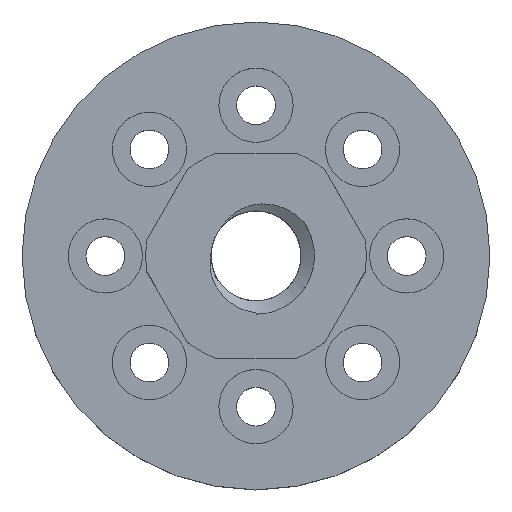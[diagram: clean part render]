
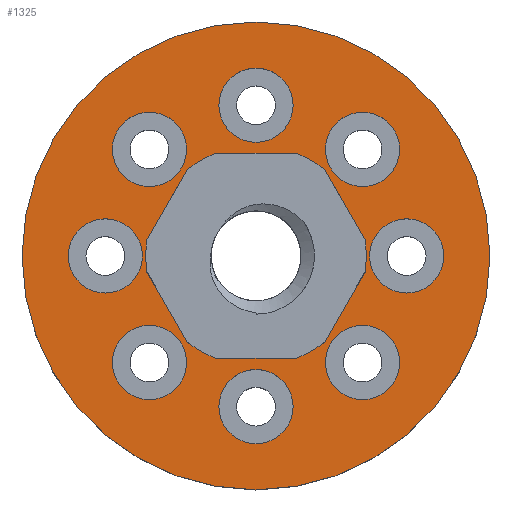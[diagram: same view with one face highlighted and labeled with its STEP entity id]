
A CAD part, top view. The second image highlights one B-rep face of the part: STEP entity #1325.
In plain terms, the highlighted planar face has unit normal (0, 0, 1).
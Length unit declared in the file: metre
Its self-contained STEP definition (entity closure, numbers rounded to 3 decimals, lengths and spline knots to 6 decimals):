
#34=LINE('',#2416,#58);
#35=LINE('',#2420,#59);
#36=LINE('',#2424,#60);
#37=LINE('',#2428,#61);
#38=LINE('',#2432,#62);
#39=LINE('',#2436,#63);
#58=VECTOR('',#1617,1.);
#59=VECTOR('',#1620,1.);
#60=VECTOR('',#1623,1.);
#61=VECTOR('',#1626,1.);
#62=VECTOR('',#1629,1.);
#63=VECTOR('',#1632,1.);
#77=PLANE('',#1434);
#338=ORIENTED_EDGE('',*,*,#708,.F.);
#339=ORIENTED_EDGE('',*,*,#709,.T.);
#340=ORIENTED_EDGE('',*,*,#710,.T.);
#341=ORIENTED_EDGE('',*,*,#711,.T.);
#342=ORIENTED_EDGE('',*,*,#712,.T.);
#343=ORIENTED_EDGE('',*,*,#713,.T.);
#344=ORIENTED_EDGE('',*,*,#714,.T.);
#345=ORIENTED_EDGE('',*,*,#715,.T.);
#346=ORIENTED_EDGE('',*,*,#716,.T.);
#347=ORIENTED_EDGE('',*,*,#717,.F.);
#348=ORIENTED_EDGE('',*,*,#718,.T.);
#349=ORIENTED_EDGE('',*,*,#719,.F.);
#350=ORIENTED_EDGE('',*,*,#720,.T.);
#351=ORIENTED_EDGE('',*,*,#721,.F.);
#352=ORIENTED_EDGE('',*,*,#722,.T.);
#353=ORIENTED_EDGE('',*,*,#723,.F.);
#354=ORIENTED_EDGE('',*,*,#724,.T.);
#355=ORIENTED_EDGE('',*,*,#725,.F.);
#356=ORIENTED_EDGE('',*,*,#726,.T.);
#357=ORIENTED_EDGE('',*,*,#727,.F.);
#358=ORIENTED_EDGE('',*,*,#728,.T.);
#708=EDGE_CURVE('',#884,#884,#948,.T.);
#709=EDGE_CURVE('',#885,#885,#949,.T.);
#710=EDGE_CURVE('',#886,#886,#950,.T.);
#711=EDGE_CURVE('',#887,#887,#951,.T.);
#712=EDGE_CURVE('',#888,#888,#952,.T.);
#713=EDGE_CURVE('',#889,#889,#953,.T.);
#714=EDGE_CURVE('',#890,#890,#954,.T.);
#715=EDGE_CURVE('',#891,#891,#955,.T.);
#716=EDGE_CURVE('',#892,#892,#956,.T.);
#717=EDGE_CURVE('',#893,#894,#957,.T.);
#718=EDGE_CURVE('',#893,#895,#34,.T.);
#719=EDGE_CURVE('',#896,#895,#958,.T.);
#720=EDGE_CURVE('',#896,#897,#35,.T.);
#721=EDGE_CURVE('',#898,#897,#959,.T.);
#722=EDGE_CURVE('',#898,#899,#36,.T.);
#723=EDGE_CURVE('',#900,#899,#960,.T.);
#724=EDGE_CURVE('',#900,#901,#37,.T.);
#725=EDGE_CURVE('',#902,#901,#961,.T.);
#726=EDGE_CURVE('',#902,#903,#38,.T.);
#727=EDGE_CURVE('',#904,#903,#962,.T.);
#728=EDGE_CURVE('',#904,#894,#39,.T.);
#884=VERTEX_POINT('',#2396);
#885=VERTEX_POINT('',#2398);
#886=VERTEX_POINT('',#2400);
#887=VERTEX_POINT('',#2402);
#888=VERTEX_POINT('',#2404);
#889=VERTEX_POINT('',#2406);
#890=VERTEX_POINT('',#2408);
#891=VERTEX_POINT('',#2410);
#892=VERTEX_POINT('',#2412);
#893=VERTEX_POINT('',#2414);
#894=VERTEX_POINT('',#2415);
#895=VERTEX_POINT('',#2417);
#896=VERTEX_POINT('',#2419);
#897=VERTEX_POINT('',#2421);
#898=VERTEX_POINT('',#2423);
#899=VERTEX_POINT('',#2425);
#900=VERTEX_POINT('',#2427);
#901=VERTEX_POINT('',#2429);
#902=VERTEX_POINT('',#2431);
#903=VERTEX_POINT('',#2433);
#904=VERTEX_POINT('',#2435);
#948=CIRCLE('',#1435,0.026);
#949=CIRCLE('',#1436,0.004125);
#950=CIRCLE('',#1437,0.004125);
#951=CIRCLE('',#1438,0.004125);
#952=CIRCLE('',#1439,0.004125);
#953=CIRCLE('',#1440,0.004125);
#954=CIRCLE('',#1441,0.004125);
#955=CIRCLE('',#1442,0.004125);
#956=CIRCLE('',#1443,0.004125);
#957=CIRCLE('',#1444,0.01225);
#958=CIRCLE('',#1445,0.01225);
#959=CIRCLE('',#1446,0.01225);
#960=CIRCLE('',#1447,0.01225);
#961=CIRCLE('',#1448,0.01225);
#962=CIRCLE('',#1449,0.01225);
#1013=EDGE_LOOP('',(#338));
#1014=EDGE_LOOP('',(#339));
#1015=EDGE_LOOP('',(#340));
#1016=EDGE_LOOP('',(#341));
#1017=EDGE_LOOP('',(#342));
#1018=EDGE_LOOP('',(#343));
#1019=EDGE_LOOP('',(#344));
#1020=EDGE_LOOP('',(#345));
#1021=EDGE_LOOP('',(#346));
#1022=EDGE_LOOP('',(#347,#348,#349,#350,#351,#352,#353,#354,#355,#356,#357,
#358));
#1150=FACE_BOUND('',#1013,.T.);
#1151=FACE_BOUND('',#1014,.T.);
#1152=FACE_BOUND('',#1015,.T.);
#1153=FACE_BOUND('',#1016,.T.);
#1154=FACE_BOUND('',#1017,.T.);
#1155=FACE_BOUND('',#1018,.T.);
#1156=FACE_BOUND('',#1019,.T.);
#1157=FACE_BOUND('',#1020,.T.);
#1158=FACE_BOUND('',#1021,.T.);
#1159=FACE_BOUND('',#1022,.T.);
#1325=ADVANCED_FACE('',(#1150,#1151,#1152,#1153,#1154,#1155,#1156,#1157,
#1158,#1159),#77,.F.);
#1434=AXIS2_PLACEMENT_3D('',#2394,#1595,#1596);
#1435=AXIS2_PLACEMENT_3D('',#2395,#1597,#1598);
#1436=AXIS2_PLACEMENT_3D('',#2397,#1599,#1600);
#1437=AXIS2_PLACEMENT_3D('',#2399,#1601,#1602);
#1438=AXIS2_PLACEMENT_3D('',#2401,#1603,#1604);
#1439=AXIS2_PLACEMENT_3D('',#2403,#1605,#1606);
#1440=AXIS2_PLACEMENT_3D('',#2405,#1607,#1608);
#1441=AXIS2_PLACEMENT_3D('',#2407,#1609,#1610);
#1442=AXIS2_PLACEMENT_3D('',#2409,#1611,#1612);
#1443=AXIS2_PLACEMENT_3D('',#2411,#1613,#1614);
#1444=AXIS2_PLACEMENT_3D('',#2413,#1615,#1616);
#1445=AXIS2_PLACEMENT_3D('',#2418,#1618,#1619);
#1446=AXIS2_PLACEMENT_3D('',#2422,#1621,#1622);
#1447=AXIS2_PLACEMENT_3D('',#2426,#1624,#1625);
#1448=AXIS2_PLACEMENT_3D('',#2430,#1627,#1628);
#1449=AXIS2_PLACEMENT_3D('',#2434,#1630,#1631);
#1595=DIRECTION('',(0.,0.,-1.));
#1596=DIRECTION('',(1.,0.,0.));
#1597=DIRECTION('',(0.,0.,-1.));
#1598=DIRECTION('',(-1.,0.,0.));
#1599=DIRECTION('',(0.,0.,-1.));
#1600=DIRECTION('',(-1.,0.,0.));
#1601=DIRECTION('',(0.,0.,-1.));
#1602=DIRECTION('',(-1.,0.,0.));
#1603=DIRECTION('',(0.,0.,-1.));
#1604=DIRECTION('',(-1.,0.,0.));
#1605=DIRECTION('',(0.,0.,-1.));
#1606=DIRECTION('',(-1.,0.,0.));
#1607=DIRECTION('',(0.,0.,-1.));
#1608=DIRECTION('',(-1.,0.,0.));
#1609=DIRECTION('',(0.,0.,-1.));
#1610=DIRECTION('',(-1.,0.,0.));
#1611=DIRECTION('',(0.,0.,-1.));
#1612=DIRECTION('',(-1.,0.,0.));
#1613=DIRECTION('',(0.,0.,-1.));
#1614=DIRECTION('',(-1.,0.,0.));
#1615=DIRECTION('',(0.,0.,1.));
#1616=DIRECTION('',(1.,0.,0.));
#1617=DIRECTION('',(0.5,-0.866,0.));
#1618=DIRECTION('',(0.,0.,1.));
#1619=DIRECTION('',(1.,0.,0.));
#1620=DIRECTION('',(-0.5,-0.866,0.));
#1621=DIRECTION('',(0.,0.,1.));
#1622=DIRECTION('',(1.,0.,0.));
#1623=DIRECTION('',(-1.,0.,0.));
#1624=DIRECTION('',(0.,0.,1.));
#1625=DIRECTION('',(1.,0.,0.));
#1626=DIRECTION('',(-0.5,0.866,0.));
#1627=DIRECTION('',(0.,0.,1.));
#1628=DIRECTION('',(1.,0.,0.));
#1629=DIRECTION('',(0.5,0.866,0.));
#1630=DIRECTION('',(0.,0.,1.));
#1631=DIRECTION('',(1.,0.,0.));
#1632=DIRECTION('',(1.,0.,0.));
#2394=CARTESIAN_POINT('',(0.,0.,0.035));
#2395=CARTESIAN_POINT('',(0.,0.,0.035));
#2396=CARTESIAN_POINT('',(-0.026,0.,0.035));
#2397=CARTESIAN_POINT('',(-0.01675,0.,0.035));
#2398=CARTESIAN_POINT('',(-0.020875,0.,0.035));
#2399=CARTESIAN_POINT('',(-0.011844,0.011844,0.035));
#2400=CARTESIAN_POINT('',(-0.015969,0.011844,0.035));
#2401=CARTESIAN_POINT('',(0.,0.01675,0.035));
#2402=CARTESIAN_POINT('',(-0.004125,0.01675,0.035));
#2403=CARTESIAN_POINT('',(0.011844,0.011844,0.035));
#2404=CARTESIAN_POINT('',(0.007719,0.011844,0.035));
#2405=CARTESIAN_POINT('',(0.01675,0.,0.035));
#2406=CARTESIAN_POINT('',(0.012625,0.,0.035));
#2407=CARTESIAN_POINT('',(0.011844,-0.011844,0.035));
#2408=CARTESIAN_POINT('',(0.007719,-0.011844,0.035));
#2409=CARTESIAN_POINT('',(0.,-0.01675,0.035));
#2410=CARTESIAN_POINT('',(-0.004125,-0.01675,0.035));
#2411=CARTESIAN_POINT('',(-0.011844,-0.011844,0.035));
#2412=CARTESIAN_POINT('',(-0.015969,-0.011844,0.035));
#2413=CARTESIAN_POINT('',(0.,0.,0.035));
#2414=CARTESIAN_POINT('',(0.007617,0.009594,0.035));
#2415=CARTESIAN_POINT('',(0.0045,0.011394,0.035));
#2416=CARTESIAN_POINT('',(0.009867,0.005697,0.035));
#2417=CARTESIAN_POINT('',(0.012117,0.0018,0.035));
#2418=CARTESIAN_POINT('',(0.,0.,0.035));
#2419=CARTESIAN_POINT('',(0.012117,-0.0018,0.035));
#2420=CARTESIAN_POINT('',(0.009867,-0.005697,0.035));
#2421=CARTESIAN_POINT('',(0.007617,-0.009594,0.035));
#2422=CARTESIAN_POINT('',(0.,0.,0.035));
#2423=CARTESIAN_POINT('',(0.0045,-0.011394,0.035));
#2424=CARTESIAN_POINT('',(0.,-0.011394,0.035));
#2425=CARTESIAN_POINT('',(-0.0045,-0.011394,0.035));
#2426=CARTESIAN_POINT('',(0.,0.,0.035));
#2427=CARTESIAN_POINT('',(-0.007617,-0.009594,0.035));
#2428=CARTESIAN_POINT('',(-0.009867,-0.005697,0.035));
#2429=CARTESIAN_POINT('',(-0.012117,-0.0018,0.035));
#2430=CARTESIAN_POINT('',(0.,0.,0.035));
#2431=CARTESIAN_POINT('',(-0.012117,0.0018,0.035));
#2432=CARTESIAN_POINT('',(-0.009867,0.005697,0.035));
#2433=CARTESIAN_POINT('',(-0.007617,0.009594,0.035));
#2434=CARTESIAN_POINT('',(0.,0.,0.035));
#2435=CARTESIAN_POINT('',(-0.0045,0.011394,0.035));
#2436=CARTESIAN_POINT('',(0.,0.011394,0.035));
